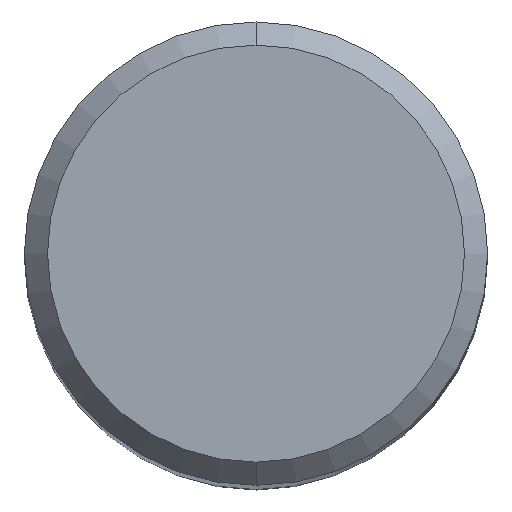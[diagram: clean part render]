
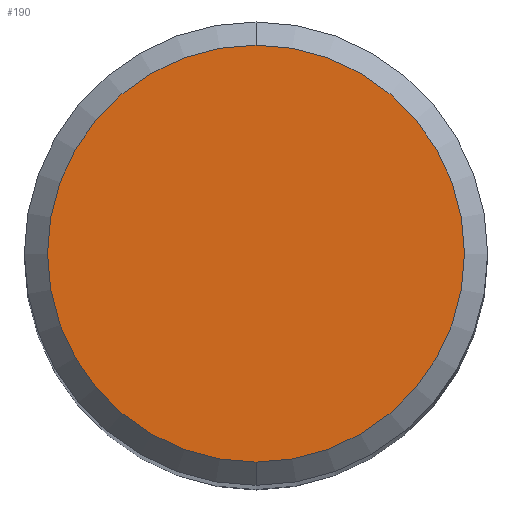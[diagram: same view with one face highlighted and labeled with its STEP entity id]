
A CAD part, top view. The second image highlights one B-rep face of the part: STEP entity #190.
In plain terms, the highlighted planar face has unit normal (0, 0, 1).
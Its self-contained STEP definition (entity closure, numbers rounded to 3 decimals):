
#190=ADVANCED_FACE('',(#493),#494,.T.);
#200=EDGE_CURVE('',#398,#276,#506,.T.);
#276=VERTEX_POINT('',#587);
#284=EDGE_CURVE('',#276,#398,#595,.T.);
#398=VERTEX_POINT('',#720);
#493=FACE_OUTER_BOUND('',#820,.T.);
#494=PLANE('',#821);
#506=CIRCLE('',#834,5.4);
#587=CARTESIAN_POINT('',(0.,-5.4,0.0));
#595=CIRCLE('',#1051,5.4);
#720=CARTESIAN_POINT('',(0.0,5.4,0.0));
#820=EDGE_LOOP('',(#1516,#1517));
#821=AXIS2_PLACEMENT_3D('',#1518,#1519,#1520);
#834=AXIS2_PLACEMENT_3D('',#1538,#1539,#1540);
#1051=AXIS2_PLACEMENT_3D('',#1623,#1624,#1625);
#1516=ORIENTED_EDGE('',*,*,#200,.F.);
#1517=ORIENTED_EDGE('',*,*,#284,.F.);
#1518=CARTESIAN_POINT('',(0.0,2.7,0.0));
#1519=DIRECTION('',(-0.0,0.0,1.0));
#1520=DIRECTION('',(0.0,-1.0,0.0));
#1538=CARTESIAN_POINT('',(0.0,0.0,0.0));
#1539=DIRECTION('',(0.0,0.0,-1.0));
#1540=DIRECTION('',(0.0,1.0,0.0));
#1623=CARTESIAN_POINT('',(0.0,0.0,0.0));
#1624=DIRECTION('',(0.0,0.0,-1.0));
#1625=DIRECTION('',(0.0,1.0,0.0));
